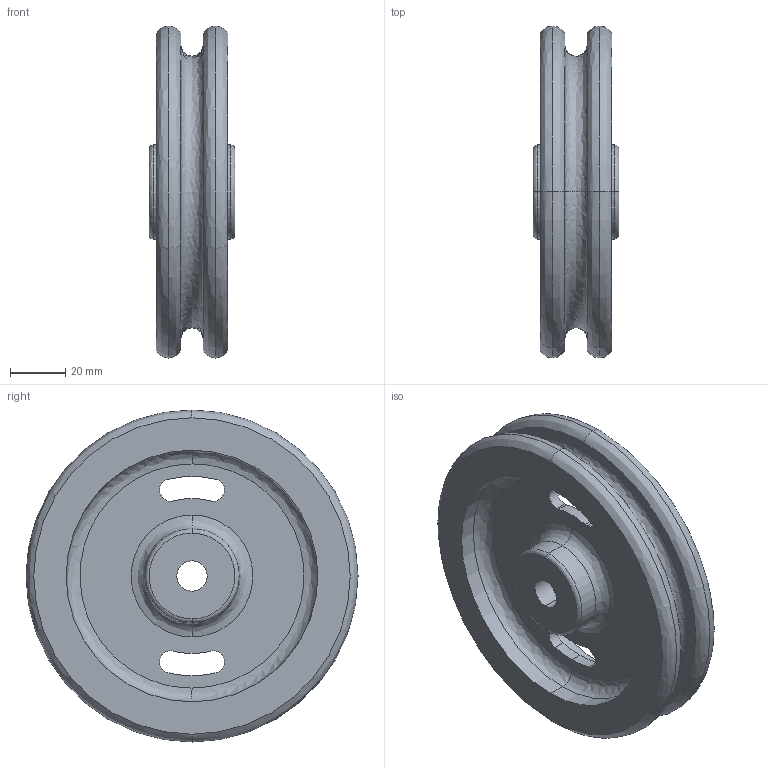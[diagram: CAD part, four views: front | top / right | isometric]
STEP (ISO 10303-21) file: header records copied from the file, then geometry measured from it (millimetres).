
FILE_DESCRIPTION (( 'STEP AP214' ), '1' );
FILE_NAME ('0016525.step', '2022-12-02T12:47:24', ( '' ), ( '' ), 'SwSTEP 2.0', 'SolidWorks 2020', '' );
FILE_SCHEMA (( 'AUTOMOTIVE_DESIGN' ));
Length unit declared in the file: metre
Products named in the file (1): 0016525
Bounding box: 31 x 120 x 120 mm (x, y, z)
Volume: 141862.1 mm3; surface area: 43716.4 mm2
Topology: 1 solids, 1 shells, 52 faces, 116 edges, 72 vertices
Faces by surface type: bspline 22, cylinder 22, plane 8
Entity records: 3782 total; most frequent: CARTESIAN_POINT 2631, DIRECTION 240, ORIENTED_EDGE 232, EDGE_CURVE 116, AXIS2_PLACEMENT_3D 109, CIRCLE 78, VERTEX_POINT 72, EDGE_LOOP 64
